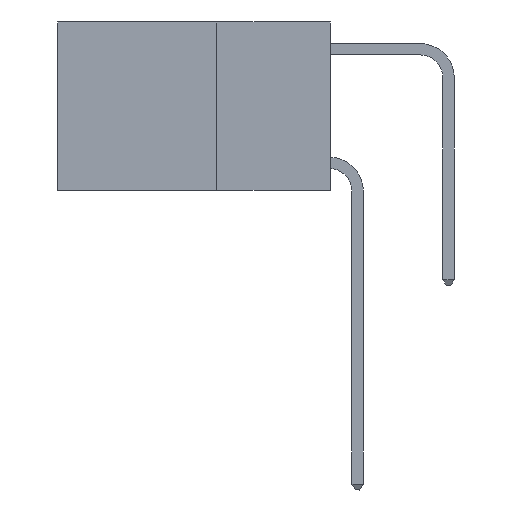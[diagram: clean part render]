
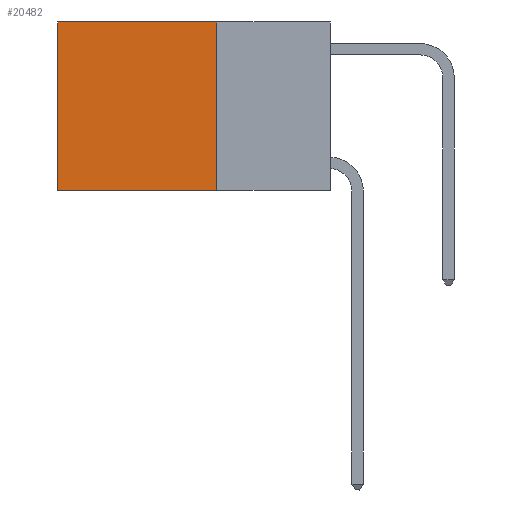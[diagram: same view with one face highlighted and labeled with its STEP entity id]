
A CAD part, left-side view. The second image highlights one B-rep face of the part: STEP entity #20482.
In plain terms, the highlighted planar face has unit normal (-1, 0, 0).
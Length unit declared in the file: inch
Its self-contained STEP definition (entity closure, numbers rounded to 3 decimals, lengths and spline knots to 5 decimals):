
#399 = EDGE_CURVE ( 'NONE', #18322, #24942, #8339, .T. ) ;
#578 = LINE ( 'NONE', #14987, #1433 ) ;
#658 = CARTESIAN_POINT ( 'NONE',  ( 0.2625, 0.25, 0. ) ) ;
#901 = LINE ( 'NONE', #658, #8404 ) ;
#1433 = VECTOR ( 'NONE', #8933, 39.37008 ) ;
#2935 = PLANE ( 'NONE',  #12921 ) ;
#5129 = DIRECTION ( 'NONE',  ( 0., 0., -1. ) ) ;
#6774 = VERTEX_POINT ( 'NONE', #16695 ) ;
#8339 = LINE ( 'NONE', #21028, #24002 ) ;
#8404 = VECTOR ( 'NONE', #13317, 39.37008 ) ;
#8933 = DIRECTION ( 'NONE',  ( 0., 0., -1. ) ) ;
#9174 = EDGE_CURVE ( 'NONE', #24942, #6774, #578, .T. ) ;
#9600 = CARTESIAN_POINT ( 'NONE',  ( 0.2625, 0.6, 0. ) ) ;
#9759 = VERTEX_POINT ( 'NONE', #22797 ) ;
#10524 = ORIENTED_EDGE ( 'NONE', *, *, #399, .T. ) ;
#10807 = ORIENTED_EDGE ( 'NONE', *, *, #18917, .F. ) ;
#11206 = DIRECTION ( 'NONE',  ( 1., 0., 0. ) ) ;
#12921 = AXIS2_PLACEMENT_3D ( 'NONE', #21487, #11206, #5129 ) ;
#13317 = DIRECTION ( 'NONE',  ( 0., 0., -1. ) ) ;
#14987 = CARTESIAN_POINT ( 'NONE',  ( 0.2625, 0.6, 0. ) ) ;
#16695 = CARTESIAN_POINT ( 'NONE',  ( 0.2625, 0.6, -0.37 ) ) ;
#17182 = CARTESIAN_POINT ( 'NONE',  ( 0.2625, 0.25, -0.37 ) ) ;
#17599 = EDGE_CURVE ( 'NONE', #9759, #6774, #25116, .T. ) ;
#18322 = VERTEX_POINT ( 'NONE', #20777 ) ;
#18917 = EDGE_CURVE ( 'NONE', #18322, #9759, #901, .T. ) ;
#20482 = ADVANCED_FACE ( 'NONE', ( #21362 ), #2935, .F. ) ;
#20519 = VECTOR ( 'NONE', #23381, 39.37008 ) ;
#20777 = CARTESIAN_POINT ( 'NONE',  ( 0.2625, 0.25, 0. ) ) ;
#21028 = CARTESIAN_POINT ( 'NONE',  ( 0.2625, 0.25, 0. ) ) ;
#21134 = ORIENTED_EDGE ( 'NONE', *, *, #17599, .F. ) ;
#21172 = DIRECTION ( 'NONE',  ( 0., 1., 0. ) ) ;
#21362 = FACE_OUTER_BOUND ( 'NONE', #26382, .T. ) ;
#21487 = CARTESIAN_POINT ( 'NONE',  ( 0.2625, 0.25, 0. ) ) ;
#22797 = CARTESIAN_POINT ( 'NONE',  ( 0.2625, 0.25, -0.37 ) ) ;
#23381 = DIRECTION ( 'NONE',  ( 0., 1., 0. ) ) ;
#24002 = VECTOR ( 'NONE', #21172, 39.37008 ) ;
#24942 = VERTEX_POINT ( 'NONE', #9600 ) ;
#25116 = LINE ( 'NONE', #17182, #20519 ) ;
#26232 = ORIENTED_EDGE ( 'NONE', *, *, #9174, .T. ) ;
#26382 = EDGE_LOOP ( 'NONE', ( #26232, #21134, #10807, #10524 ) ) ;
